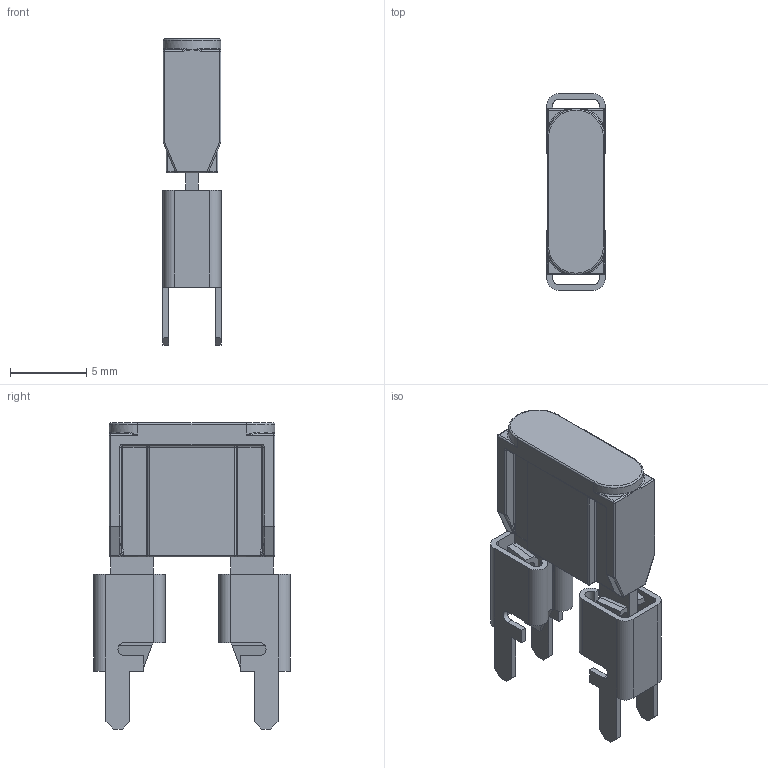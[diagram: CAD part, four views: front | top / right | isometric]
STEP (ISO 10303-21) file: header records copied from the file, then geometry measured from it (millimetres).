
FILE_DESCRIPTION(/* description */ (''),/* implementation_level */ '2;1');
FILE_NAME(/* name */ 'Keystone-3557_Fuseholder.stp',/* time_stamp */ '2020-03-19T16:06:54-04:00',/* author */ ('Ishaan'),/* organization */ (''),/* preprocessor_version */ 'ST-DEVELOPER v18',/* originating_system */ 'Autodesk Inventor 2020',/* authorisation */ '');
FILE_SCHEMA (('AUTOMOTIVE_DESIGN { 1 0 10303 214 3 1 1 }'));
Length unit declared in the file: millimetre
Products named in the file (3): ATM Fuseholder Assembly; ATM Fuse Clip; MINI Blade Fuse
Assembly tree (3 placements, depth 2):
  ATM Fuseholder Assembly
    ATM Fuse Clip  x2
    MINI Blade Fuse
Bounding box: 3.81 x 12.92 x 20.11 mm (x, y, z)
Volume: 413.4 mm3; surface area: 978.5 mm2
Topology: 5 solids, 5 shells, 338 faces, 858 edges, 498 vertices
Faces by surface type: plane 136, cylinder 108, bspline 48, sphere 28, torus 18
Entity records: 9536 total; most frequent: CARTESIAN_POINT 3182, ORIENTED_EDGE 1316, DIRECTION 1286, EDGE_CURVE 658, AXIS2_PLACEMENT_3D 474, VERTEX_POINT 386, LINE 338, VECTOR 338
